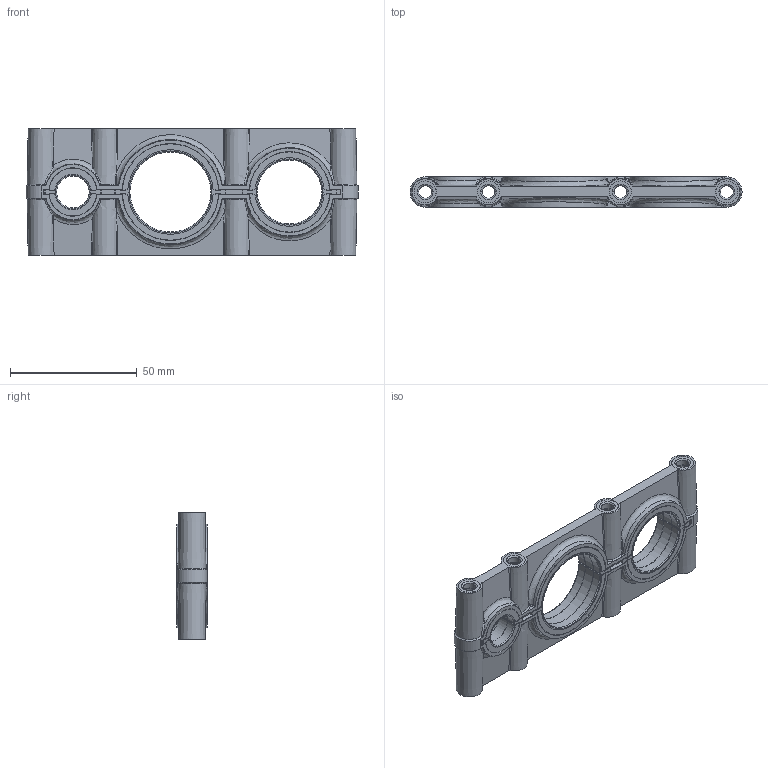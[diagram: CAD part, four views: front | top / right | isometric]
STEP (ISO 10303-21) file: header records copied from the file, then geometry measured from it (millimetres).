
FILE_DESCRIPTION((''),'2;1');
FILE_NAME('35309330811','2020-06-17T',('presta_be4'),(''),'CREO PARAMETRIC BY PTC INC, 2018360','CREO PARAMETRIC BY PTC INC, 2018360','');
FILE_SCHEMA(('CONFIG_CONTROL_DESIGN'));
Length unit declared in the file: millimetre
Products named in the file (1): 35309330811
Bounding box: 131 x 12.2 x 50 mm (x, y, z)
Volume: 36996.8 mm3; surface area: 20360 mm2
Topology: 1 solids, 1 shells, 934 faces, 2452 edges, 1538 vertices
Faces by surface type: cylinder 460, plane 266, bspline 114, torus 52, sphere 24, cone 18
Entity records: 37872 total; most frequent: CARTESIAN_POINT 15604, ORIENTED_EDGE 4904, DIRECTION 4446, EDGE_CURVE 2452, AXIS2_PLACEMENT_3D 1740, VERTEX_POINT 1538, EDGE_LOOP 982, VECTOR 966
